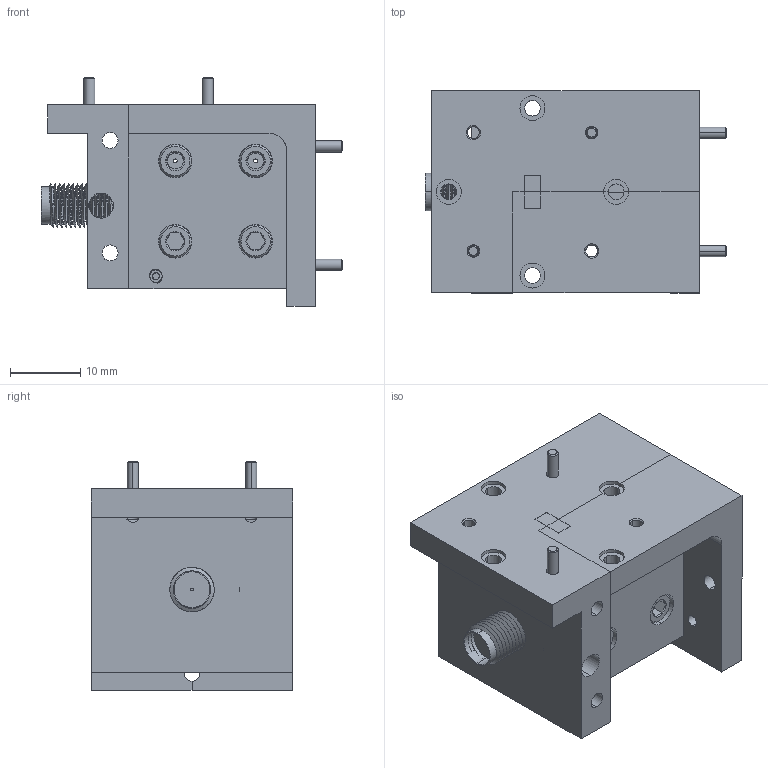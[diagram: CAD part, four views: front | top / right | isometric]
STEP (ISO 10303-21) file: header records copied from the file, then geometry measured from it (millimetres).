
FILE_DESCRIPTION (( 'STEP AP203' ), '1' );
FILE_NAME ('SFB-19-N1.STEP', '2018-08-28T19:27:14', ( '' ), ( '' ), 'SwSTEP 2.0', 'SolidWorks 2016', '' );
FILE_SCHEMA (( 'CONFIG_CONTROL_DESIGN' ));
Length unit declared in the file: inch
Products named in the file (1): SFB-19-N1
Bounding box: 42.86 x 28.7 x 32.58 mm (x, y, z)
Surface area: 7850.9 mm2 (no closed solid volume)
Topology: 0 solids, 18 shells, 276 faces, 769 edges, 505 vertices
Faces by surface type: cylinder 119, plane 85, cone 71, bspline 1
Entity records: 9842 total; most frequent: CARTESIAN_POINT 2837, DIRECTION 1498, ORIENTED_EDGE 1293, EDGE_CURVE 769, AXIS2_PLACEMENT_3D 565, VERTEX_POINT 505, LINE 368, VECTOR 368
